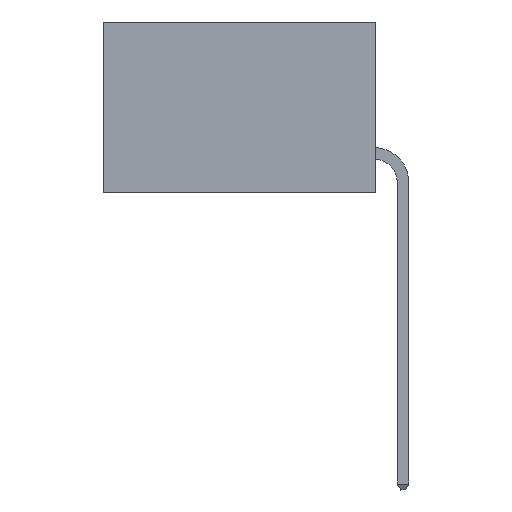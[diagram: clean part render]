
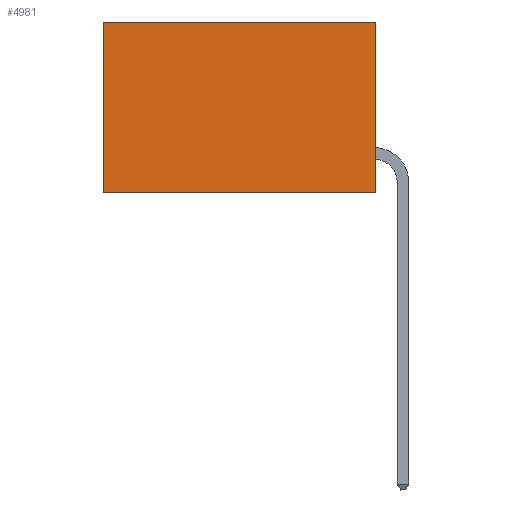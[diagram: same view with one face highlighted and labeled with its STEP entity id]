
A CAD part, left-side view. The second image highlights one B-rep face of the part: STEP entity #4981.
In plain terms, the highlighted planar face has unit normal (-1, 0, 0).
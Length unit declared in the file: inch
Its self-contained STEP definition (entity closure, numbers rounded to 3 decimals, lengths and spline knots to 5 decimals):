
#276 = CARTESIAN_POINT ( 'NONE',  ( 0.277, 0.59, -0.37 ) ) ;
#325 = ORIENTED_EDGE ( 'NONE', *, *, #8563, .T. ) ;
#969 = VERTEX_POINT ( 'NONE', #11858 ) ;
#980 = ORIENTED_EDGE ( 'NONE', *, *, #8152, .F. ) ;
#1472 = VECTOR ( 'NONE', #5837, 39.37008 ) ;
#1613 = EDGE_CURVE ( 'NONE', #969, #9402, #2296, .T. ) ;
#2296 = LINE ( 'NONE', #2553, #4696 ) ;
#2553 = CARTESIAN_POINT ( 'NONE',  ( 0.277, 0., 0. ) ) ;
#2973 = CARTESIAN_POINT ( 'NONE',  ( 0.277, 0.59, 0. ) ) ;
#3149 = DIRECTION ( 'NONE',  ( 0., 1., 0. ) ) ;
#3993 = VERTEX_POINT ( 'NONE', #4213 ) ;
#4136 = ORIENTED_EDGE ( 'NONE', *, *, #1613, .T. ) ;
#4213 = CARTESIAN_POINT ( 'NONE',  ( 0.277, 0., -0.37 ) ) ;
#4310 = DIRECTION ( 'NONE',  ( 0., 0., -1. ) ) ;
#4342 = DIRECTION ( 'NONE',  ( 1., 0., 0. ) ) ;
#4398 = CARTESIAN_POINT ( 'NONE',  ( 0.277, 0., -0.37 ) ) ;
#4507 = PLANE ( 'NONE',  #8292 ) ;
#4696 = VECTOR ( 'NONE', #3149, 39.37008 ) ;
#4981 = ADVANCED_FACE ( 'NONE', ( #7420 ), #4507, .F. ) ;
#5255 = LINE ( 'NONE', #8295, #12372 ) ;
#5346 = VERTEX_POINT ( 'NONE', #276 ) ;
#5837 = DIRECTION ( 'NONE',  ( 0., 0., -1. ) ) ;
#6080 = LINE ( 'NONE', #8865, #1472 ) ;
#7173 = EDGE_LOOP ( 'NONE', ( #325, #11918, #980, #4136 ) ) ;
#7420 = FACE_OUTER_BOUND ( 'NONE', #7173, .T. ) ;
#8152 = EDGE_CURVE ( 'NONE', #969, #3993, #6080, .T. ) ;
#8292 = AXIS2_PLACEMENT_3D ( 'NONE', #4398, #4342, #4310 ) ;
#8295 = CARTESIAN_POINT ( 'NONE',  ( 0.277, 0., -0.37 ) ) ;
#8563 = EDGE_CURVE ( 'NONE', #9402, #5346, #11611, .T. ) ;
#8849 = DIRECTION ( 'NONE',  ( 0., 0., -1. ) ) ;
#8865 = CARTESIAN_POINT ( 'NONE',  ( 0.277, 0., -0.37 ) ) ;
#9037 = VECTOR ( 'NONE', #8849, 39.37008 ) ;
#9097 = CARTESIAN_POINT ( 'NONE',  ( 0.277, 0.59, -0.37 ) ) ;
#9307 = DIRECTION ( 'NONE',  ( 0., 1., 0. ) ) ;
#9402 = VERTEX_POINT ( 'NONE', #2973 ) ;
#10788 = EDGE_CURVE ( 'NONE', #3993, #5346, #5255, .T. ) ;
#11611 = LINE ( 'NONE', #9097, #9037 ) ;
#11858 = CARTESIAN_POINT ( 'NONE',  ( 0.277, 0., 0. ) ) ;
#11918 = ORIENTED_EDGE ( 'NONE', *, *, #10788, .F. ) ;
#12372 = VECTOR ( 'NONE', #9307, 39.37008 ) ;
